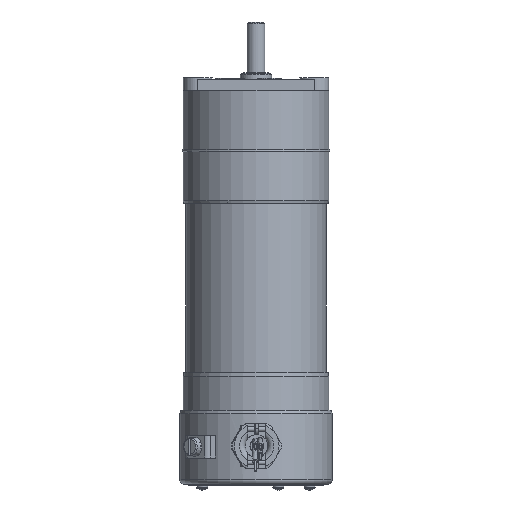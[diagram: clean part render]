
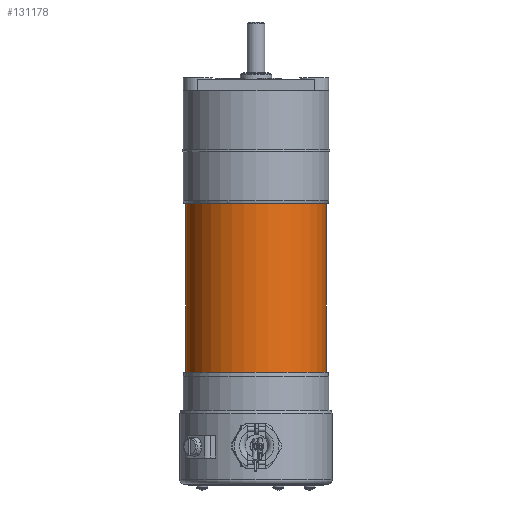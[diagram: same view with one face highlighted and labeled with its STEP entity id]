
A CAD part, front view. The second image highlights one B-rep face of the part: STEP entity #131178.
In plain terms, the highlighted cylindrical face has radius 31.5 mm (diameter 63 mm), a full revolution.
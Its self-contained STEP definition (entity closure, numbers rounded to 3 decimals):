
#131151=CARTESIAN_POINT('',(0.0,0.0,0.0));
#131152=DIRECTION('',(0.0,0.0,1.0));
#131153=DIRECTION('',(-1.0,0.0,0.0));
#131154=AXIS2_PLACEMENT_3D('',#131151,#131152,#131153);
#131155=CYLINDRICAL_SURFACE('',#131154,31.5);
#131156=CARTESIAN_POINT('',(31.5,0.,79.3));
#131157=VERTEX_POINT('',#131156);
#131158=CARTESIAN_POINT('',(0.0,0.0,79.3));
#131159=DIRECTION('',(0.0,0.0,-1.0));
#131160=DIRECTION('',(-1.0,0.0,0.0));
#131161=AXIS2_PLACEMENT_3D('',#131158,#131159,#131160);
#131162=CIRCLE('',#131161,31.5);
#131163=EDGE_CURVE('',#131157,#131157,#131162,.T.);
#131164=ORIENTED_EDGE('',*,*,#131163,.T.);
#131165=EDGE_LOOP('',(#131164));
#131166=FACE_OUTER_BOUND('',#131165,.T.);
#131167=CARTESIAN_POINT('',(31.5,0.,0.0));
#131168=VERTEX_POINT('',#131167);
#131169=CARTESIAN_POINT('',(0.0,0.0,0.0));
#131170=DIRECTION('',(0.0,0.0,-1.0));
#131171=DIRECTION('',(-1.0,0.0,0.0));
#131172=AXIS2_PLACEMENT_3D('',#131169,#131170,#131171);
#131173=CIRCLE('',#131172,31.5);
#131174=EDGE_CURVE('',#131168,#131168,#131173,.T.);
#131175=ORIENTED_EDGE('',*,*,#131174,.F.);
#131176=EDGE_LOOP('',(#131175));
#131177=FACE_BOUND('',#131176,.T.);
#131178=ADVANCED_FACE('',(#131166,#131177),#131155,.T.);
